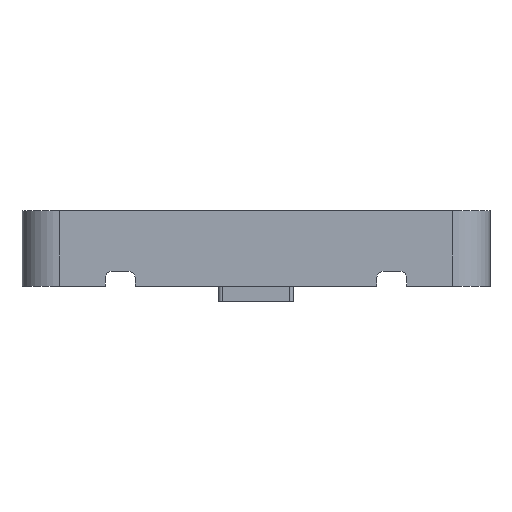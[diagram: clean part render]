
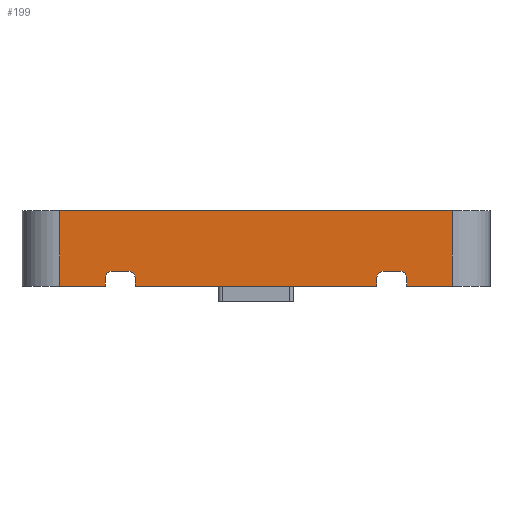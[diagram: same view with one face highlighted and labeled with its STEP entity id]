
A CAD part, left-side view. The second image highlights one B-rep face of the part: STEP entity #199.
In plain terms, the highlighted planar face has unit normal (-1, 0, 0).
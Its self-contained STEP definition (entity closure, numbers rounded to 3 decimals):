
#4 = VERTEX_POINT ( 'NONE', #2768 ) ;
#42 = EDGE_CURVE ( 'NONE', #697, #1457, #4291, .T. ) ;
#114 = LINE ( 'NONE', #3265, #1028 ) ;
#117 = VERTEX_POINT ( 'NONE', #2821 ) ;
#170 = AXIS2_PLACEMENT_3D ( 'NONE', #4750, #1951, #2763 ) ;
#181 = DIRECTION ( 'NONE',  ( 0., -1., 0. ) ) ;
#199 = ADVANCED_FACE ( 'NONE', ( #1818 ), #2912, .T. ) ;
#206 = LINE ( 'NONE', #2234, #3711 ) ;
#302 = EDGE_CURVE ( 'NONE', #2823, #2321, #4181, .T. ) ;
#324 = VERTEX_POINT ( 'NONE', #2292 ) ;
#369 = EDGE_CURVE ( 'NONE', #2836, #3351, #4692, .T. ) ;
#439 = ORIENTED_EDGE ( 'NONE', *, *, #302, .F. ) ;
#487 = VERTEX_POINT ( 'NONE', #2000 ) ;
#535 = CARTESIAN_POINT ( 'NONE',  ( -31., 17., -2.25 ) ) ;
#565 = DIRECTION ( 'NONE',  ( 0., 0., 1. ) ) ;
#612 = ORIENTED_EDGE ( 'NONE', *, *, #4714, .T. ) ;
#621 = CARTESIAN_POINT ( 'NONE',  ( -31., 0., -4.25 ) ) ;
#691 = CARTESIAN_POINT ( 'NONE',  ( -31., 0., 5.75 ) ) ;
#696 = LINE ( 'NONE', #1944, #4891 ) ;
#697 = VERTEX_POINT ( 'NONE', #5180 ) ;
#705 = CARTESIAN_POINT ( 'NONE',  ( -31., 0., -4.25 ) ) ;
#750 = VERTEX_POINT ( 'NONE', #4392 ) ;
#780 = DIRECTION ( 'NONE',  ( 0., 0., -1. ) ) ;
#860 = CARTESIAN_POINT ( 'NONE',  ( -31., -19., -3.25 ) ) ;
#874 = VECTOR ( 'NONE', #2933, 1000. ) ;
#922 = CARTESIAN_POINT ( 'NONE',  ( -31., 16., -4.25 ) ) ;
#1028 = VECTOR ( 'NONE', #3771, 1000. ) ;
#1131 = EDGE_LOOP ( 'NONE', ( #1600, #4852, #4029, #612, #439, #3819, #2788, #2238, #1289, #2605, #4534, #4354, #4512, #1234, #5132, #1966 ) ) ;
#1217 = CARTESIAN_POINT ( 'NONE',  ( -31., 26., -4.25 ) ) ;
#1233 = CARTESIAN_POINT ( 'NONE',  ( -31., -17., -2.25 ) ) ;
#1234 = ORIENTED_EDGE ( 'NONE', *, *, #4016, .T. ) ;
#1276 = VECTOR ( 'NONE', #2899, 1000. ) ;
#1289 = ORIENTED_EDGE ( 'NONE', *, *, #3137, .T. ) ;
#1377 = DIRECTION ( 'NONE',  ( 0., 0., -1. ) ) ;
#1450 = CARTESIAN_POINT ( 'NONE',  ( -31., 17., -2.25 ) ) ;
#1457 = VERTEX_POINT ( 'NONE', #2529 ) ;
#1600 = ORIENTED_EDGE ( 'NONE', *, *, #1788, .F. ) ;
#1609 = DIRECTION ( 'NONE',  ( 0., 0., 1. ) ) ;
#1762 = AXIS2_PLACEMENT_3D ( 'NONE', #860, #2844, #2468 ) ;
#1763 = CARTESIAN_POINT ( 'NONE',  ( -31., 0., 4.25 ) ) ;
#1780 = DIRECTION ( 'NONE',  ( 1., 0., 0. ) ) ;
#1788 = EDGE_CURVE ( 'NONE', #3447, #750, #4328, .T. ) ;
#1818 = FACE_OUTER_BOUND ( 'NONE', #1131, .T. ) ;
#1819 = DIRECTION ( 'NONE',  ( 0., 0., 1. ) ) ;
#1827 = AXIS2_PLACEMENT_3D ( 'NONE', #4086, #1780, #1377 ) ;
#1933 = VECTOR ( 'NONE', #3788, 1000. ) ;
#1944 = CARTESIAN_POINT ( 'NONE',  ( -31., -20., -4.25 ) ) ;
#1951 = DIRECTION ( 'NONE',  ( 1., 0., 0. ) ) ;
#1966 = ORIENTED_EDGE ( 'NONE', *, *, #2045, .T. ) ;
#1969 = CARTESIAN_POINT ( 'NONE',  ( -31., -16., -4.25 ) ) ;
#2000 = CARTESIAN_POINT ( 'NONE',  ( -31., -26., 5.75 ) ) ;
#2045 = EDGE_CURVE ( 'NONE', #1457, #750, #696, .T. ) ;
#2234 = CARTESIAN_POINT ( 'NONE',  ( -31., 20., -4.25 ) ) ;
#2238 = ORIENTED_EDGE ( 'NONE', *, *, #369, .T. ) ;
#2274 = VECTOR ( 'NONE', #3068, 1000. ) ;
#2292 = CARTESIAN_POINT ( 'NONE',  ( -31., -16., -4.25 ) ) ;
#2319 = DIRECTION ( 'NONE',  ( 0., 1., 0. ) ) ;
#2321 = VERTEX_POINT ( 'NONE', #3169 ) ;
#2331 = CARTESIAN_POINT ( 'NONE',  ( -31., -26., -4.25 ) ) ;
#2365 = VECTOR ( 'NONE', #2319, 1000. ) ;
#2457 = CARTESIAN_POINT ( 'NONE',  ( -31., 16., -3.25 ) ) ;
#2468 = DIRECTION ( 'NONE',  ( 0., 0., 1. ) ) ;
#2529 = CARTESIAN_POINT ( 'NONE',  ( -31., -20., -3.25 ) ) ;
#2535 = LINE ( 'NONE', #922, #1276 ) ;
#2605 = ORIENTED_EDGE ( 'NONE', *, *, #4446, .T. ) ;
#2763 = DIRECTION ( 'NONE',  ( 0., 0., 1. ) ) ;
#2768 = CARTESIAN_POINT ( 'NONE',  ( -31., 26., 5.75 ) ) ;
#2788 = ORIENTED_EDGE ( 'NONE', *, *, #5134, .T. ) ;
#2811 = DIRECTION ( 'NONE',  ( 0., 0., 1. ) ) ;
#2821 = CARTESIAN_POINT ( 'NONE',  ( -31., 16., -4.25 ) ) ;
#2823 = VERTEX_POINT ( 'NONE', #2913 ) ;
#2836 = VERTEX_POINT ( 'NONE', #4508 ) ;
#2844 = DIRECTION ( 'NONE',  ( 1., 0., 0. ) ) ;
#2899 = DIRECTION ( 'NONE',  ( 0., 0., -1. ) ) ;
#2912 = PLANE ( 'NONE',  #3107 ) ;
#2913 = CARTESIAN_POINT ( 'NONE',  ( -31., 20., -4.25 ) ) ;
#2933 = DIRECTION ( 'NONE',  ( 0., -1., 0. ) ) ;
#2993 = EDGE_CURVE ( 'NONE', #2823, #3042, #206, .T. ) ;
#3037 = CARTESIAN_POINT ( 'NONE',  ( -31., -17., -3.25 ) ) ;
#3042 = VERTEX_POINT ( 'NONE', #5167 ) ;
#3068 = DIRECTION ( 'NONE',  ( 0., -1., 0. ) ) ;
#3107 = AXIS2_PLACEMENT_3D ( 'NONE', #1763, #3416, #565 ) ;
#3137 = EDGE_CURVE ( 'NONE', #3351, #3492, #3785, .T. ) ;
#3169 = CARTESIAN_POINT ( 'NONE',  ( -31., 26., -4.25 ) ) ;
#3179 = EDGE_CURVE ( 'NONE', #3447, #487, #3652, .T. ) ;
#3183 = VERTEX_POINT ( 'NONE', #1233 ) ;
#3265 = CARTESIAN_POINT ( 'NONE',  ( -31., 0., -4.25 ) ) ;
#3266 = LINE ( 'NONE', #1969, #4940 ) ;
#3304 = VECTOR ( 'NONE', #4437, 1000. ) ;
#3307 = EDGE_CURVE ( 'NONE', #4, #487, #4148, .T. ) ;
#3351 = VERTEX_POINT ( 'NONE', #535 ) ;
#3416 = DIRECTION ( 'NONE',  ( -1., 0., 0. ) ) ;
#3447 = VERTEX_POINT ( 'NONE', #2331 ) ;
#3492 = VERTEX_POINT ( 'NONE', #2457 ) ;
#3560 = CARTESIAN_POINT ( 'NONE',  ( -31., -16., -3.25 ) ) ;
#3610 = LINE ( 'NONE', #1217, #3304 ) ;
#3652 = LINE ( 'NONE', #4021, #5158 ) ;
#3678 = VERTEX_POINT ( 'NONE', #3560 ) ;
#3711 = VECTOR ( 'NONE', #1819, 1000. ) ;
#3745 = VECTOR ( 'NONE', #181, 1000. ) ;
#3761 = CARTESIAN_POINT ( 'NONE',  ( -31., -17., -2.25 ) ) ;
#3771 = DIRECTION ( 'NONE',  ( 0., 1., 0. ) ) ;
#3785 = CIRCLE ( 'NONE', #170, 1. ) ;
#3788 = DIRECTION ( 'NONE',  ( 0., 1., 0. ) ) ;
#3819 = ORIENTED_EDGE ( 'NONE', *, *, #2993, .T. ) ;
#3893 = DIRECTION ( 'NONE',  ( 0., 0., -1. ) ) ;
#4016 = EDGE_CURVE ( 'NONE', #3183, #697, #4159, .T. ) ;
#4021 = CARTESIAN_POINT ( 'NONE',  ( -31., -26., 4.25 ) ) ;
#4029 = ORIENTED_EDGE ( 'NONE', *, *, #3307, .F. ) ;
#4086 = CARTESIAN_POINT ( 'NONE',  ( -31., 19., -3.25 ) ) ;
#4148 = LINE ( 'NONE', #691, #874 ) ;
#4159 = LINE ( 'NONE', #3761, #3745 ) ;
#4181 = LINE ( 'NONE', #621, #1933 ) ;
#4224 = EDGE_CURVE ( 'NONE', #3678, #3183, #4705, .T. ) ;
#4291 = CIRCLE ( 'NONE', #1762, 1. ) ;
#4328 = LINE ( 'NONE', #705, #2365 ) ;
#4354 = ORIENTED_EDGE ( 'NONE', *, *, #4987, .T. ) ;
#4392 = CARTESIAN_POINT ( 'NONE',  ( -31., -20., -4.25 ) ) ;
#4437 = DIRECTION ( 'NONE',  ( 0., 0., -1. ) ) ;
#4446 = EDGE_CURVE ( 'NONE', #3492, #117, #2535, .T. ) ;
#4508 = CARTESIAN_POINT ( 'NONE',  ( -31., 19., -2.25 ) ) ;
#4512 = ORIENTED_EDGE ( 'NONE', *, *, #4224, .T. ) ;
#4527 = EDGE_CURVE ( 'NONE', #324, #117, #114, .T. ) ;
#4534 = ORIENTED_EDGE ( 'NONE', *, *, #4527, .F. ) ;
#4659 = DIRECTION ( 'NONE',  ( 1., 0., 0. ) ) ;
#4692 = LINE ( 'NONE', #1450, #2274 ) ;
#4705 = CIRCLE ( 'NONE', #4794, 1. ) ;
#4714 = EDGE_CURVE ( 'NONE', #4, #2321, #3610, .T. ) ;
#4750 = CARTESIAN_POINT ( 'NONE',  ( -31., 17., -3.25 ) ) ;
#4794 = AXIS2_PLACEMENT_3D ( 'NONE', #3037, #4659, #3893 ) ;
#4852 = ORIENTED_EDGE ( 'NONE', *, *, #3179, .T. ) ;
#4891 = VECTOR ( 'NONE', #780, 1000. ) ;
#4940 = VECTOR ( 'NONE', #2811, 1000. ) ;
#4987 = EDGE_CURVE ( 'NONE', #324, #3678, #3266, .T. ) ;
#5132 = ORIENTED_EDGE ( 'NONE', *, *, #42, .T. ) ;
#5134 = EDGE_CURVE ( 'NONE', #3042, #2836, #5194, .T. ) ;
#5158 = VECTOR ( 'NONE', #1609, 1000. ) ;
#5167 = CARTESIAN_POINT ( 'NONE',  ( -31., 20., -3.25 ) ) ;
#5180 = CARTESIAN_POINT ( 'NONE',  ( -31., -19., -2.25 ) ) ;
#5194 = CIRCLE ( 'NONE', #1827, 1. ) ;
